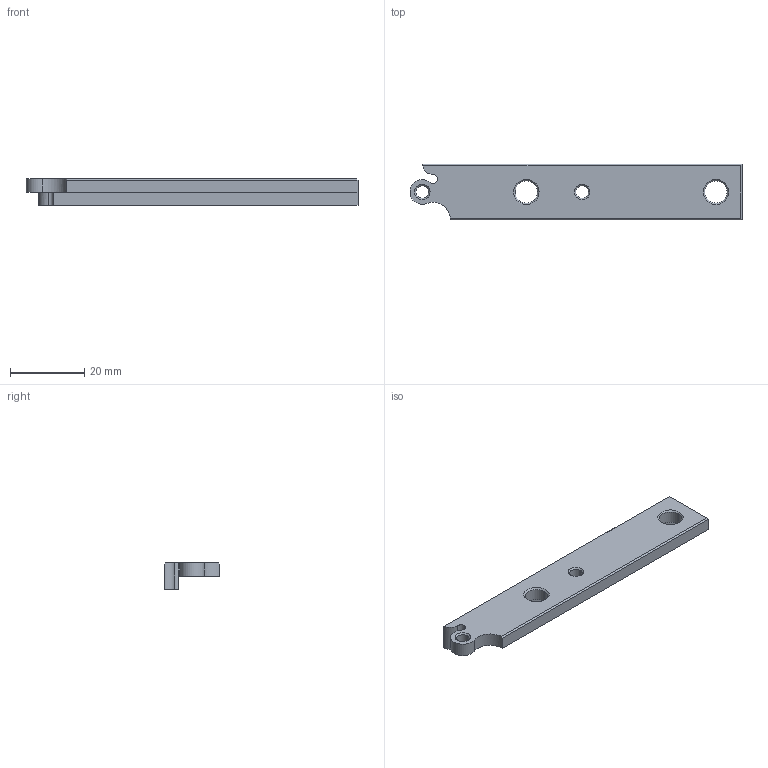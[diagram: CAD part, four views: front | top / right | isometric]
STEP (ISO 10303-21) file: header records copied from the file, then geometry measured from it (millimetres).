
FILE_DESCRIPTION (( 'STEP AP214' ), '1' );
FILE_NAME ('front_rear_bottom_trim_two_piece_a.STEP', '2021-10-23T17:42:49', ( '' ), ( '' ), 'SwSTEP 2.0', 'SolidWorks 2021', '' );
FILE_SCHEMA (( 'AUTOMOTIVE_DESIGN' ));
Length unit declared in the file: millimetre
Products named in the file (1): front_rear_bottom_trim_two_piece_a
Bounding box: 89.3 x 15 x 7.25 mm (x, y, z)
Volume: 5632.7 mm3; surface area: 3966.7 mm2
Topology: 1 solids, 1 shells, 31 faces, 76 edges, 47 vertices
Faces by surface type: cylinder 13, plane 10, cone 8
Entity records: 966 total; most frequent: DIRECTION 172, CARTESIAN_POINT 161, ORIENTED_EDGE 152, EDGE_CURVE 76, AXIS2_PLACEMENT_3D 66, VERTEX_POINT 47, LINE 40, VECTOR 40
